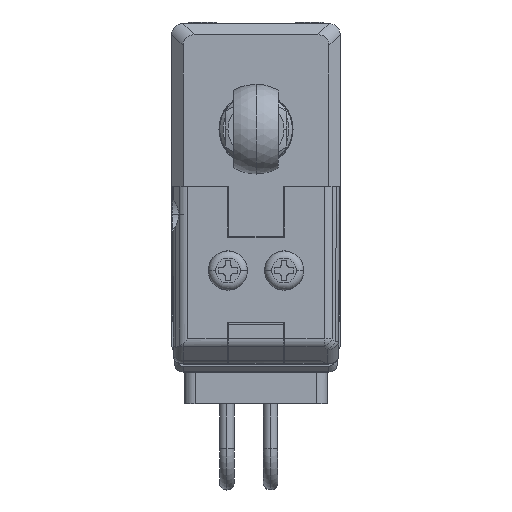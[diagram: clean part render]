
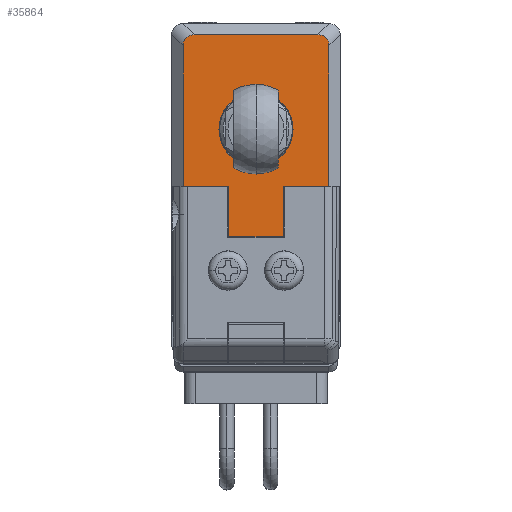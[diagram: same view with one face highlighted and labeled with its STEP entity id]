
A CAD part, top view. The second image highlights one B-rep face of the part: STEP entity #35864.
In plain terms, the highlighted planar face has unit normal (0, 0, 1).
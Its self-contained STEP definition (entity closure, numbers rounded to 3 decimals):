
#455 = DIRECTION ( 'NONE',  ( 0., 1., 0. ) ) ;
#1329 = DIRECTION ( 'NONE',  ( 0., 1., 0. ) ) ;
#2152 = EDGE_LOOP ( 'NONE', ( #40387, #51138, #14584, #9186, #54663, #50845, #2527, #12893, #51148, #22994 ) ) ;
#2374 = VERTEX_POINT ( 'NONE', #5114 ) ;
#2527 = ORIENTED_EDGE ( 'NONE', *, *, #52030, .F. ) ;
#3154 = CARTESIAN_POINT ( 'NONE',  ( 6., 5.51, 22. ) ) ;
#3302 = CARTESIAN_POINT ( 'NONE',  ( -7.5, 6.5, 22. ) ) ;
#3467 = PLANE ( 'NONE',  #12116 ) ;
#4500 = CARTESIAN_POINT ( 'NONE',  ( -12., 2.45, 22. ) ) ;
#4707 = EDGE_CURVE ( 'NONE', #29779, #36052, #34276, .T. ) ;
#5114 = CARTESIAN_POINT ( 'NONE',  ( 0.88, 0., 22. ) ) ;
#5279 = LINE ( 'NONE', #44499, #45193 ) ;
#5302 = LINE ( 'NONE', #18602, #27517 ) ;
#5489 = ORIENTED_EDGE ( 'NONE', *, *, #40342, .F. ) ;
#6330 = VECTOR ( 'NONE', #28591, 1000. ) ;
#6422 = CARTESIAN_POINT ( 'NONE',  ( 7., -6.5, 22. ) ) ;
#6773 = ORIENTED_EDGE ( 'NONE', *, *, #26046, .F. ) ;
#7277 = VECTOR ( 'NONE', #49940, 1000. ) ;
#7708 = FACE_OUTER_BOUND ( 'NONE', #2152, .T. ) ;
#7942 = DIRECTION ( 'NONE',  ( 1., 0., 0. ) ) ;
#7975 = CARTESIAN_POINT ( 'NONE',  ( -7.5, -7.5, 22. ) ) ;
#9186 = ORIENTED_EDGE ( 'NONE', *, *, #43516, .F. ) ;
#9543 = EDGE_CURVE ( 'NONE', #46053, #27830, #46245, .T. ) ;
#11979 =( BOUNDED_CURVE ( )  B_SPLINE_CURVE ( 3, ( #3154, #20468, #33832, #51171 ),
 .UNSPECIFIED., .F., .T. ) 
 B_SPLINE_CURVE_WITH_KNOTS ( ( 4, 4 ),
 ( 5.76, 6.807 ),
 .UNSPECIFIED. ) 
 CURVE ( )  GEOMETRIC_REPRESENTATION_ITEM ( )  RATIONAL_B_SPLINE_CURVE ( ( 1., 0.911, 0.911, 1. ) ) 
 REPRESENTATION_ITEM ( '' )  );
#12116 = AXIS2_PLACEMENT_3D ( 'NONE', #7975, #34150, #25042 ) ;
#12227 = CARTESIAN_POINT ( 'NONE',  ( -2.42, 0., 22. ) ) ;
#12515 = VERTEX_POINT ( 'NONE', #23890 ) ;
#12893 = ORIENTED_EDGE ( 'NONE', *, *, #54746, .F. ) ;
#13882 = EDGE_CURVE ( 'NONE', #12515, #29890, #11979, .T. ) ;
#14584 = ORIENTED_EDGE ( 'NONE', *, *, #41655, .T. ) ;
#15004 = CIRCLE ( 'NONE', #22239, 3.3 ) ;
#15216 = DIRECTION ( 'NONE',  ( 0., 1., 0. ) ) ;
#15233 = LINE ( 'NONE', #3302, #7277 ) ;
#15336 = CARTESIAN_POINT ( 'NONE',  ( 6., -5.51, 22. ) ) ;
#15503 = DIRECTION ( 'NONE',  ( 0., 0., 1. ) ) ;
#16762 = FACE_BOUND ( 'NONE', #43949, .T. ) ;
#16907 = LINE ( 'NONE', #30597, #39731 ) ;
#17529 = CARTESIAN_POINT ( 'NONE',  ( -7.5, -6.5, 22. ) ) ;
#18602 = CARTESIAN_POINT ( 'NONE',  ( 6., 7.5, 22. ) ) ;
#18847 = DIRECTION ( 'NONE',  ( 0., 1., 0. ) ) ;
#18909 = EDGE_CURVE ( 'NONE', #26626, #36052, #19417, .T. ) ;
#19417 = LINE ( 'NONE', #27395, #52919 ) ;
#20468 = CARTESIAN_POINT ( 'NONE',  ( 6., 6.138, 22. ) ) ;
#22239 = AXIS2_PLACEMENT_3D ( 'NONE', #12227, #29561, #7942 ) ;
#22994 = ORIENTED_EDGE ( 'NONE', *, *, #35943, .T. ) ;
#23385 = VERTEX_POINT ( 'NONE', #24934 ) ;
#23443 = VERTEX_POINT ( 'NONE', #51379 ) ;
#23890 = CARTESIAN_POINT ( 'NONE',  ( 6., 5.51, 22. ) ) ;
#24038 = DIRECTION ( 'NONE',  ( 1., 0., 0. ) ) ;
#24934 = CARTESIAN_POINT ( 'NONE',  ( -5.72, 0., 22. ) ) ;
#25042 = DIRECTION ( 'NONE',  ( 1., 0., 0. ) ) ;
#26046 = EDGE_CURVE ( 'NONE', #23385, #2374, #15004, .T. ) ;
#26626 = VERTEX_POINT ( 'NONE', #45496 ) ;
#27183 = CARTESIAN_POINT ( 'NONE',  ( -2.42, 0., 22. ) ) ;
#27395 = CARTESIAN_POINT ( 'NONE',  ( -12., 2.45, 22. ) ) ;
#27517 = VECTOR ( 'NONE', #1329, 1000. ) ;
#27830 = VERTEX_POINT ( 'NONE', #42449 ) ;
#27859 = CARTESIAN_POINT ( 'NONE',  ( 5.01, -6.5, 22. ) ) ;
#28192 = CIRCLE ( 'NONE', #36409, 3.3 ) ;
#28591 = DIRECTION ( 'NONE',  ( 1., 0., 0. ) ) ;
#29561 = DIRECTION ( 'NONE',  ( 0., 0., 1. ) ) ;
#29779 = VERTEX_POINT ( 'NONE', #36823 ) ;
#29890 = VERTEX_POINT ( 'NONE', #29913 ) ;
#29913 = CARTESIAN_POINT ( 'NONE',  ( 5.01, 6.5, 22. ) ) ;
#30520 = VECTOR ( 'NONE', #56107, 1000. ) ;
#30597 = CARTESIAN_POINT ( 'NONE',  ( -7.5, 7.5, 22. ) ) ;
#31062 = VECTOR ( 'NONE', #15216, 1000. ) ;
#31861 = CARTESIAN_POINT ( 'NONE',  ( 6., -5.51, 22. ) ) ;
#33145 = LINE ( 'NONE', #45630, #31062 ) ;
#33832 = CARTESIAN_POINT ( 'NONE',  ( 5.638, 6.5, 22. ) ) ;
#34150 = DIRECTION ( 'NONE',  ( 0., 0., 1. ) ) ;
#34276 = LINE ( 'NONE', #51595, #30520 ) ;
#35648 = VERTEX_POINT ( 'NONE', #15336 ) ;
#35864 = ADVANCED_FACE ( 'NONE', ( #16762, #7708 ), #3467, .T. ) ;
#35943 = EDGE_CURVE ( 'NONE', #27830, #35648, #36755, .T. ) ;
#36052 = VERTEX_POINT ( 'NONE', #4500 ) ;
#36409 = AXIS2_PLACEMENT_3D ( 'NONE', #27183, #15503, #24038 ) ;
#36755 =( BOUNDED_CURVE ( )  B_SPLINE_CURVE ( 3, ( #27859, #40941, #53452, #31861 ),
 .UNSPECIFIED., .F., .F. ) 
 B_SPLINE_CURVE_WITH_KNOTS ( ( 4, 4 ),
 ( 5.76, 6.807 ),
 .UNSPECIFIED. ) 
 CURVE ( )  GEOMETRIC_REPRESENTATION_ITEM ( )  RATIONAL_B_SPLINE_CURVE ( ( 1., 0.911, 0.911, 1. ) ) 
 REPRESENTATION_ITEM ( '' )  );
#36823 = CARTESIAN_POINT ( 'NONE',  ( -7.5, 2.45, 22. ) ) ;
#39731 = VECTOR ( 'NONE', #455, 1000. ) ;
#40342 = EDGE_CURVE ( 'NONE', #2374, #23385, #28192, .T. ) ;
#40387 = ORIENTED_EDGE ( 'NONE', *, *, #44895, .T. ) ;
#40793 = DIRECTION ( 'NONE',  ( -1., 0., 0. ) ) ;
#40941 = CARTESIAN_POINT ( 'NONE',  ( 5.638, -6.5, 22. ) ) ;
#41655 = EDGE_CURVE ( 'NONE', #29890, #23443, #15233, .T. ) ;
#42449 = CARTESIAN_POINT ( 'NONE',  ( 5.01, -6.5, 22. ) ) ;
#43516 = EDGE_CURVE ( 'NONE', #29779, #23443, #33145, .T. ) ;
#43550 = VERTEX_POINT ( 'NONE', #49663 ) ;
#43949 = EDGE_LOOP ( 'NONE', ( #5489, #6773 ) ) ;
#44499 = CARTESIAN_POINT ( 'NONE',  ( -7.2, -2.45, 22. ) ) ;
#44895 = EDGE_CURVE ( 'NONE', #35648, #12515, #5302, .T. ) ;
#45193 = VECTOR ( 'NONE', #40793, 1000. ) ;
#45496 = CARTESIAN_POINT ( 'NONE',  ( -12., -2.45, 22. ) ) ;
#45630 = CARTESIAN_POINT ( 'NONE',  ( -7.5, 7.5, 22. ) ) ;
#46053 = VERTEX_POINT ( 'NONE', #17529 ) ;
#46245 = LINE ( 'NONE', #6422, #6330 ) ;
#49663 = CARTESIAN_POINT ( 'NONE',  ( -7.5, -2.45, 22. ) ) ;
#49940 = DIRECTION ( 'NONE',  ( -1., 0., 0. ) ) ;
#50845 = ORIENTED_EDGE ( 'NONE', *, *, #18909, .F. ) ;
#51138 = ORIENTED_EDGE ( 'NONE', *, *, #13882, .T. ) ;
#51148 = ORIENTED_EDGE ( 'NONE', *, *, #9543, .T. ) ;
#51171 = CARTESIAN_POINT ( 'NONE',  ( 5.01, 6.5, 22. ) ) ;
#51379 = CARTESIAN_POINT ( 'NONE',  ( -7.5, 6.5, 22. ) ) ;
#51595 = CARTESIAN_POINT ( 'NONE',  ( -7.2, 2.45, 22. ) ) ;
#52030 = EDGE_CURVE ( 'NONE', #43550, #26626, #5279, .T. ) ;
#52919 = VECTOR ( 'NONE', #18847, 1000. ) ;
#53452 = CARTESIAN_POINT ( 'NONE',  ( 6., -6.138, 22. ) ) ;
#54663 = ORIENTED_EDGE ( 'NONE', *, *, #4707, .T. ) ;
#54746 = EDGE_CURVE ( 'NONE', #46053, #43550, #16907, .T. ) ;
#56107 = DIRECTION ( 'NONE',  ( -1., 0., 0. ) ) ;
